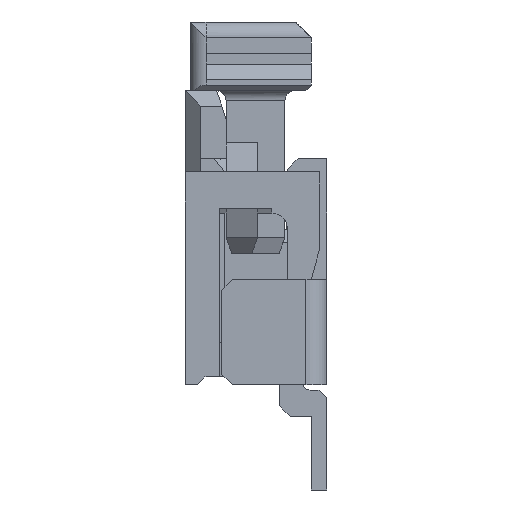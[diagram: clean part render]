
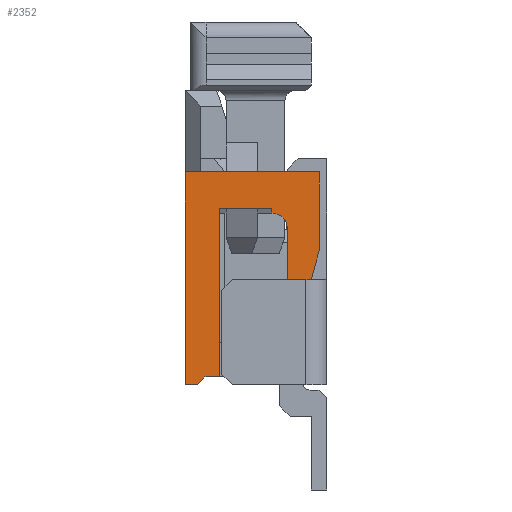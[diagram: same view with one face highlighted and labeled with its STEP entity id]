
A CAD part, left-side view. The second image highlights one B-rep face of the part: STEP entity #2352.
In plain terms, the highlighted planar face has unit normal (-1, 0, 0).
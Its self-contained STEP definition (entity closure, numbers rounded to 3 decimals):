
#2352=ADVANCED_FACE('',(#4744),#4745,.F.);
#4744=FACE_OUTER_BOUND('',#8356,.T.);
#4745=PLANE('',#8357);
#8356=EDGE_LOOP('',(#14596,#14597,#14598,#14599,#14600,#14601,#14602,#14603,#14604,#14605,#14606,#14607,#14608,#14609));
#8357=AXIS2_PLACEMENT_3D('',#14610,#14611,#14612);
#14596=ORIENTED_EDGE('',*,*,#27976,.F.);
#14597=ORIENTED_EDGE('',*,*,#27952,.T.);
#14598=ORIENTED_EDGE('',*,*,#27975,.T.);
#14599=ORIENTED_EDGE('',*,*,#27977,.F.);
#14600=ORIENTED_EDGE('',*,*,#27978,.T.);
#14601=ORIENTED_EDGE('',*,*,#27569,.F.);
#14602=ORIENTED_EDGE('',*,*,#27979,.F.);
#14603=ORIENTED_EDGE('',*,*,#27980,.T.);
#14604=ORIENTED_EDGE('',*,*,#27981,.F.);
#14605=ORIENTED_EDGE('',*,*,#27982,.T.);
#14606=ORIENTED_EDGE('',*,*,#27983,.F.);
#14607=ORIENTED_EDGE('',*,*,#26882,.F.);
#14608=ORIENTED_EDGE('',*,*,#27984,.T.);
#14609=ORIENTED_EDGE('',*,*,#26995,.F.);
#14610=CARTESIAN_POINT('',(-13.35,0.0,0.0));
#14611=DIRECTION('',(1.0,0.0,0.0));
#14612=DIRECTION('',(0.0,1.0,-0.0));
#26882=EDGE_CURVE('',#32446,#32447,#32448,.T.);
#26995=EDGE_CURVE('',#32669,#32671,#32672,.T.);
#27569=EDGE_CURVE('',#33656,#33658,#33659,.T.);
#27952=EDGE_CURVE('',#34330,#34331,#34332,.T.);
#27975=EDGE_CURVE('',#34331,#34370,#34372,.T.);
#27976=EDGE_CURVE('',#34330,#32669,#34373,.T.);
#27977=EDGE_CURVE('',#34374,#34370,#34375,.T.);
#27978=EDGE_CURVE('',#34374,#33658,#34376,.T.);
#27979=EDGE_CURVE('',#34377,#33656,#34378,.T.);
#27980=EDGE_CURVE('',#34377,#34379,#34380,.T.);
#27981=EDGE_CURVE('',#34381,#34379,#34382,.T.);
#27982=EDGE_CURVE('',#34381,#34383,#34384,.T.);
#27983=EDGE_CURVE('',#32447,#34383,#34385,.T.);
#27984=EDGE_CURVE('',#32446,#32671,#34386,.T.);
#32446=VERTEX_POINT('',#41243);
#32447=VERTEX_POINT('',#41244);
#32448=LINE('',#41245,#41246);
#32669=VERTEX_POINT('',#41576);
#32671=VERTEX_POINT('',#41579);
#32672=LINE('',#41580,#41581);
#33656=VERTEX_POINT('',#43134);
#33658=VERTEX_POINT('',#43137);
#33659=LINE('',#43138,#43139);
#34330=VERTEX_POINT('',#44191);
#34331=VERTEX_POINT('',#44192);
#34332=LINE('',#44193,#44194);
#34370=VERTEX_POINT('',#44251);
#34372=LINE('',#44254,#44255);
#34373=LINE('',#44256,#44257);
#34374=VERTEX_POINT('',#44258);
#34375=LINE('',#44259,#44260);
#34376=LINE('',#44261,#44262);
#34377=VERTEX_POINT('',#44263);
#34378=LINE('',#44264,#44265);
#34379=VERTEX_POINT('',#44266);
#34380=LINE('',#44267,#44268);
#34381=VERTEX_POINT('',#44269);
#34382=LINE('',#44270,#44271);
#34383=VERTEX_POINT('',#44272);
#34384=LINE('',#44273,#44274);
#34385=LINE('',#44275,#44276);
#34386=CIRCLE('',#44277,0.3);
#41243=CARTESIAN_POINT('',(-13.35,-0.3,0.466));
#41244=CARTESIAN_POINT('',(-13.35,-0.3,0.55));
#41245=CARTESIAN_POINT('',(-13.35,-0.3,0.466));
#41246=VECTOR('',#53382,0.084);
#41576=CARTESIAN_POINT('',(-13.35,-0.6,-2.8));
#41579=CARTESIAN_POINT('',(-13.35,-0.6,0.166));
#41580=CARTESIAN_POINT('',(-13.35,-0.6,-2.8));
#41581=VECTOR('',#53499,2.966);
#43134=CARTESIAN_POINT('',(-13.35,1.35,-2.8));
#43137=CARTESIAN_POINT('',(-13.35,1.35,1.25));
#43138=CARTESIAN_POINT('',(-13.35,1.35,-2.8));
#43139=VECTOR('',#54079,4.05);
#44191=CARTESIAN_POINT('',(-13.35,-1.05,-2.8));
#44192=CARTESIAN_POINT('',(-13.35,-1.05,-0.8));
#44193=CARTESIAN_POINT('',(-13.35,-1.05,-2.8));
#44194=VECTOR('',#54464,2.0);
#44251=CARTESIAN_POINT('',(-13.35,-1.2,-0.25));
#44254=CARTESIAN_POINT('',(-13.35,-1.05,-0.8));
#44255=VECTOR('',#54491,0.57);
#44256=CARTESIAN_POINT('',(-13.35,-1.05,-2.8));
#44257=VECTOR('',#54492,0.45);
#44258=CARTESIAN_POINT('',(-13.35,-1.2,1.25));
#44259=CARTESIAN_POINT('',(-13.35,-1.2,1.25));
#44260=VECTOR('',#54493,1.5);
#44261=CARTESIAN_POINT('',(-13.35,-1.2,1.25));
#44262=VECTOR('',#54494,2.55);
#44263=CARTESIAN_POINT('',(-13.35,1.12,-2.8));
#44264=CARTESIAN_POINT('',(-13.35,1.12,-2.8));
#44265=VECTOR('',#54495,0.23);
#44266=CARTESIAN_POINT('',(-13.35,0.97,-2.65));
#44267=CARTESIAN_POINT('',(-13.35,1.12,-2.8));
#44268=VECTOR('',#54496,0.212);
#44269=CARTESIAN_POINT('',(-13.35,0.7,-2.65));
#44270=CARTESIAN_POINT('',(-13.35,0.7,-2.65));
#44271=VECTOR('',#54497,0.27);
#44272=CARTESIAN_POINT('',(-13.35,0.7,0.55));
#44273=CARTESIAN_POINT('',(-13.35,0.7,-2.65));
#44274=VECTOR('',#54498,3.2);
#44275=CARTESIAN_POINT('',(-13.35,-0.3,0.55));
#44276=VECTOR('',#54499,1.0);
#44277=AXIS2_PLACEMENT_3D('',#54500,#54501,#54502);
#53382=DIRECTION('',(0.0,0.0,1.0));
#53499=DIRECTION('',(0.0,0.0,1.0));
#54079=DIRECTION('',(0.0,0.0,1.0));
#54464=DIRECTION('',(0.0,0.0,1.0));
#54491=DIRECTION('',(0.0,-0.263,0.965));
#54492=DIRECTION('',(0.0,1.0,0.0));
#54493=DIRECTION('',(0.0,0.0,-1.0));
#54494=DIRECTION('',(0.0,1.0,0.0));
#54495=DIRECTION('',(0.0,1.0,0.0));
#54496=DIRECTION('',(0.0,-0.707,0.707));
#54497=DIRECTION('',(0.0,1.0,0.0));
#54498=DIRECTION('',(0.0,0.0,1.0));
#54499=DIRECTION('',(0.0,1.0,0.0));
#54500=CARTESIAN_POINT('',(-13.35,-0.3,0.166));
#54501=DIRECTION('',(1.0,0.0,-0.0));
#54502=DIRECTION('',(0.0,0.0,1.0));
